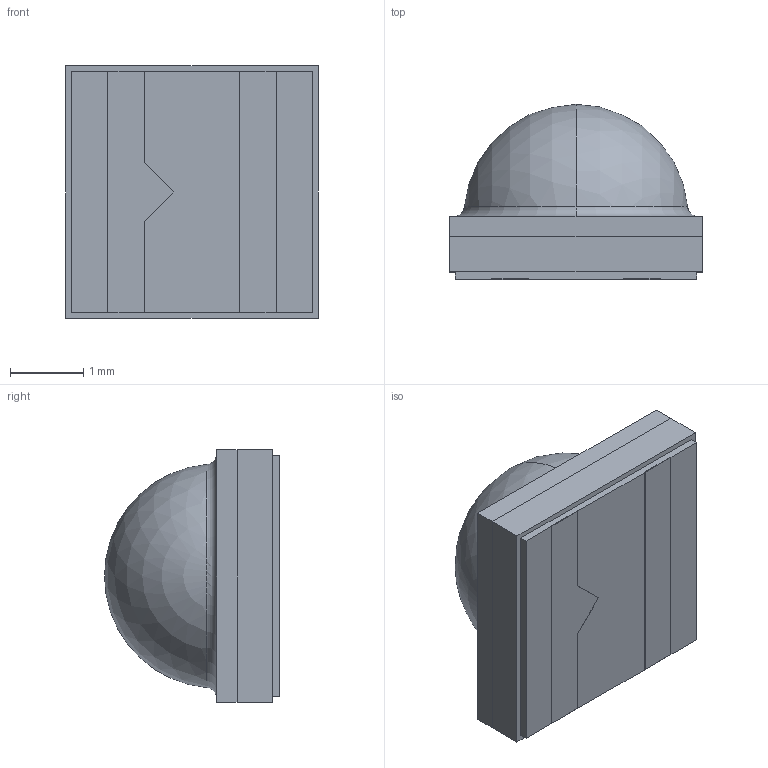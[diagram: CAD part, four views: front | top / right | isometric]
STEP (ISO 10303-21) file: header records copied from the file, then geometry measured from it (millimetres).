
FILE_DESCRIPTION (( 'STEP AP214' ), '1' );
FILE_NAME ('XPEBRD-L1-0000-00901.STEP', '2017-11-12T13:49:33', ( '' ), ( '' ), 'SwSTEP 2.0', 'SolidWorks 2017', '' );
FILE_SCHEMA (( 'AUTOMOTIVE_DESIGN' ));
Length unit declared in the file: millimetre
Products named in the file (1): XPEBRD-L1-0000-00901
Bounding box: 3.45 x 2.39 x 3.45 mm (x, y, z)
Volume: 17.7 mm3; surface area: 95.2 mm2
Topology: 5 solids, 5 shells, 48 faces, 110 edges, 73 vertices
Faces by surface type: plane 44, torus 2, sphere 2
Entity records: 1404 total; most frequent: CARTESIAN_POINT 232, ORIENTED_EDGE 220, DIRECTION 216, EDGE_CURVE 110, VECTOR 102, LINE 102, VERTEX_POINT 73, AXIS2_PLACEMENT_3D 57
